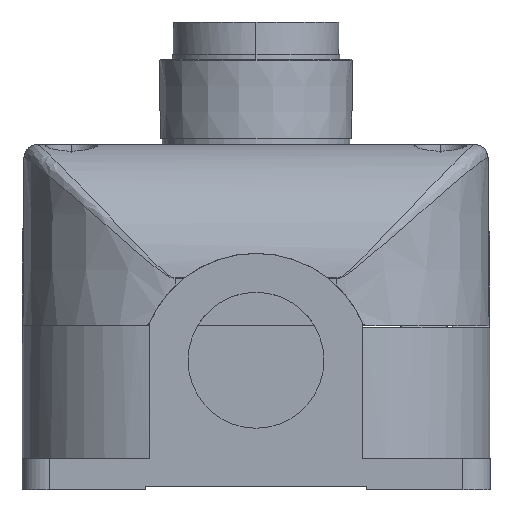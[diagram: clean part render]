
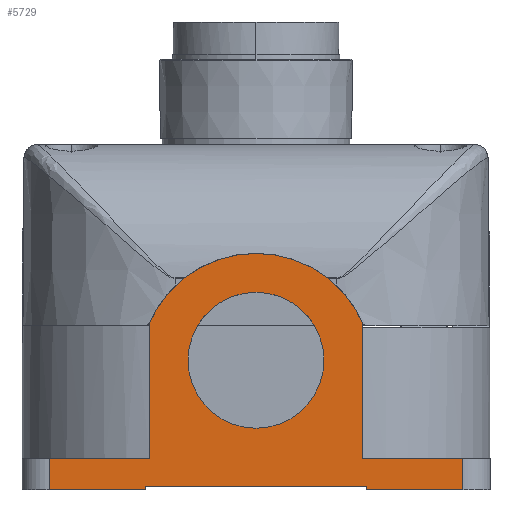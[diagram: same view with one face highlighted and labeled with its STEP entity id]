
A CAD part, left-side view. The second image highlights one B-rep face of the part: STEP entity #5729.
In plain terms, the highlighted planar face has unit normal (-1, 0, 0).
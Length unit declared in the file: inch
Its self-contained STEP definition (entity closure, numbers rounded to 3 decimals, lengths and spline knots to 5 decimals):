
#85 = ORIENTED_EDGE ( 'NONE', *, *, #19120, .F. ) ;
#130 = EDGE_CURVE ( 'NONE', #1492, #12469, #2212, .T. ) ;
#402 = CIRCLE ( 'NONE', #7809, 0.41339 ) ;
#492 = EDGE_LOOP ( 'NONE', ( #5805, #2560, #14463, #9368, #20592, #3897, #7778, #5799, #12270, #9870, #7586, #20554 ) ) ;
#721 = CARTESIAN_POINT ( 'NONE',  ( 0., -1.42312, 1.20079 ) ) ;
#838 = LINE ( 'NONE', #2512, #1775 ) ;
#970 = EDGE_CURVE ( 'NONE', #21516, #4387, #9712, .T. ) ;
#1041 = CARTESIAN_POINT ( 'NONE',  ( 0., -1.42312, 0.7874 ) ) ;
#1104 = CARTESIAN_POINT ( 'NONE',  ( 0., -0.16536, 0. ) ) ;
#1117 = DIRECTION ( 'NONE',  ( 0., 1., 0. ) ) ;
#1312 = DIRECTION ( 'NONE',  ( 0., 0., 1. ) ) ;
#1492 = VERTEX_POINT ( 'NONE', #1802 ) ;
#1775 = VECTOR ( 'NONE', #5944, 39.37008 ) ;
#1802 = CARTESIAN_POINT ( 'NONE',  ( 0., -2.0703, 1.01706 ) ) ;
#1860 = EDGE_CURVE ( 'NONE', #3757, #7996, #402, .T. ) ;
#2212 = LINE ( 'NONE', #8959, #4566 ) ;
#2396 = CARTESIAN_POINT ( 'NONE',  ( 0., -0.77594, 0.18898 ) ) ;
#2468 = VECTOR ( 'NONE', #17892, 39.37008 ) ;
#2512 = CARTESIAN_POINT ( 'NONE',  ( 0., -2.09241, 0.18898 ) ) ;
#2531 = VECTOR ( 'NONE', #16855, 39.37008 ) ;
#2560 = ORIENTED_EDGE ( 'NONE', *, *, #16656, .T. ) ;
#3304 = LINE ( 'NONE', #18772, #19821 ) ;
#3450 = DIRECTION ( 'NONE',  ( 0., 0., -1. ) ) ;
#3632 = DIRECTION ( 'NONE',  ( 0., 1., 0. ) ) ;
#3757 = VERTEX_POINT ( 'NONE', #6980 ) ;
#3847 = VERTEX_POINT ( 'NONE', #13850 ) ;
#3897 = ORIENTED_EDGE ( 'NONE', *, *, #9940, .F. ) ;
#4352 = LINE ( 'NONE', #21378, #18013 ) ;
#4387 = VERTEX_POINT ( 'NONE', #1104 ) ;
#4566 = VECTOR ( 'NONE', #15817, 39.37008 ) ;
#5516 = EDGE_CURVE ( 'NONE', #14263, #18406, #12519, .T. ) ;
#5729 = ADVANCED_FACE ( 'NONE', ( #7739, #14962 ), #16155, .T. ) ;
#5796 = CARTESIAN_POINT ( 'NONE',  ( 0., -2.68088, 0. ) ) ;
#5799 = ORIENTED_EDGE ( 'NONE', *, *, #5516, .F. ) ;
#5805 = ORIENTED_EDGE ( 'NONE', *, *, #11492, .F. ) ;
#5944 = DIRECTION ( 'NONE',  ( 0., 1., 0. ) ) ;
#6044 = DIRECTION ( 'NONE',  ( 0., 0., -1. ) ) ;
#6445 = CARTESIAN_POINT ( 'NONE',  ( 0., -2.09241, 0.18898 ) ) ;
#6725 = DIRECTION ( 'NONE',  ( 0., 0., -1. ) ) ;
#6980 = CARTESIAN_POINT ( 'NONE',  ( 0., -1.42312, 0.37402 ) ) ;
#6983 = CARTESIAN_POINT ( 'NONE',  ( 0., -0.77594, 1.01706 ) ) ;
#7110 = AXIS2_PLACEMENT_3D ( 'NONE', #11748, #18495, #20033 ) ;
#7275 = AXIS2_PLACEMENT_3D ( 'NONE', #6445, #11195, #16496 ) ;
#7573 = DIRECTION ( 'NONE',  ( -1., 0., 0. ) ) ;
#7586 = ORIENTED_EDGE ( 'NONE', *, *, #130, .F. ) ;
#7739 = FACE_BOUND ( 'NONE', #11375, .T. ) ;
#7778 = ORIENTED_EDGE ( 'NONE', *, *, #19624, .T. ) ;
#7809 = AXIS2_PLACEMENT_3D ( 'NONE', #1041, #7573, #6044 ) ;
#7996 = VERTEX_POINT ( 'NONE', #721 ) ;
#8115 = CARTESIAN_POINT ( 'NONE',  ( 0., -2.09241, 0.18898 ) ) ;
#8179 = CARTESIAN_POINT ( 'NONE',  ( 0., -0.77594, 1.01706 ) ) ;
#8435 = LINE ( 'NONE', #8115, #2531 ) ;
#8959 = CARTESIAN_POINT ( 'NONE',  ( 0., -2.0703, 0.18898 ) ) ;
#9368 = ORIENTED_EDGE ( 'NONE', *, *, #11055, .F. ) ;
#9580 = CIRCLE ( 'NONE', #7110, 0.41339 ) ;
#9604 = VERTEX_POINT ( 'NONE', #12754 ) ;
#9605 = LINE ( 'NONE', #12484, #2468 ) ;
#9712 = LINE ( 'NONE', #13369, #10292 ) ;
#9870 = ORIENTED_EDGE ( 'NONE', *, *, #17559, .T. ) ;
#9940 = EDGE_CURVE ( 'NONE', #3847, #14251, #13630, .T. ) ;
#10292 = VECTOR ( 'NONE', #6725, 39.37008 ) ;
#10508 = CARTESIAN_POINT ( 'NONE',  ( 0., -1.42312, 0.72835 ) ) ;
#10608 = AXIS2_PLACEMENT_3D ( 'NONE', #10508, #18704, #3450 ) ;
#10639 = CARTESIAN_POINT ( 'NONE',  ( 0., -2.0703, 0.18898 ) ) ;
#10855 = DIRECTION ( 'NONE',  ( 0., 1., 0. ) ) ;
#11055 = EDGE_CURVE ( 'NONE', #9604, #4387, #4352, .T. ) ;
#11195 = DIRECTION ( 'NONE',  ( -1., 0., 0. ) ) ;
#11375 = EDGE_LOOP ( 'NONE', ( #85, #17544 ) ) ;
#11492 = EDGE_CURVE ( 'NONE', #14678, #14703, #15273, .T. ) ;
#11748 = CARTESIAN_POINT ( 'NONE',  ( 0., -1.42312, 0.7874 ) ) ;
#11841 = EDGE_CURVE ( 'NONE', #13905, #14263, #9605, .T. ) ;
#12020 = VECTOR ( 'NONE', #17408, 39.37008 ) ;
#12270 = ORIENTED_EDGE ( 'NONE', *, *, #11841, .F. ) ;
#12322 = LINE ( 'NONE', #19072, #12020 ) ;
#12469 = VERTEX_POINT ( 'NONE', #10639 ) ;
#12484 = CARTESIAN_POINT ( 'NONE',  ( 0., -2.68088, 0.18898 ) ) ;
#12519 = LINE ( 'NONE', #15628, #16239 ) ;
#12754 = CARTESIAN_POINT ( 'NONE',  ( 0., -0.75383, 0. ) ) ;
#13369 = CARTESIAN_POINT ( 'NONE',  ( 0., -0.16536, 0.18898 ) ) ;
#13491 = CARTESIAN_POINT ( 'NONE',  ( 0., -2.09241, 0. ) ) ;
#13630 = LINE ( 'NONE', #18711, #18341 ) ;
#13764 = CARTESIAN_POINT ( 'NONE',  ( 0., -0.75383, 0.01969 ) ) ;
#13804 = VECTOR ( 'NONE', #1312, 39.37008 ) ;
#13850 = CARTESIAN_POINT ( 'NONE',  ( 0., -2.09241, 0.01969 ) ) ;
#13905 = VERTEX_POINT ( 'NONE', #21539 ) ;
#13964 = DIRECTION ( 'NONE',  ( 0., 1., 0. ) ) ;
#14251 = VERTEX_POINT ( 'NONE', #13764 ) ;
#14263 = VERTEX_POINT ( 'NONE', #5796 ) ;
#14463 = ORIENTED_EDGE ( 'NONE', *, *, #970, .T. ) ;
#14678 = VERTEX_POINT ( 'NONE', #2396 ) ;
#14703 = VERTEX_POINT ( 'NONE', #6983 ) ;
#14962 = FACE_OUTER_BOUND ( 'NONE', #492, .T. ) ;
#15273 = LINE ( 'NONE', #8179, #13804 ) ;
#15321 = EDGE_CURVE ( 'NONE', #14251, #9604, #12322, .T. ) ;
#15628 = CARTESIAN_POINT ( 'NONE',  ( 0., -2.68088, 0. ) ) ;
#15817 = DIRECTION ( 'NONE',  ( 0., 0., -1. ) ) ;
#16155 = PLANE ( 'NONE',  #7275 ) ;
#16210 = EDGE_CURVE ( 'NONE', #14703, #1492, #21223, .T. ) ;
#16239 = VECTOR ( 'NONE', #10855, 39.37008 ) ;
#16496 = DIRECTION ( 'NONE',  ( 0., 0., 1. ) ) ;
#16656 = EDGE_CURVE ( 'NONE', #14678, #21516, #3304, .T. ) ;
#16855 = DIRECTION ( 'NONE',  ( 0., 0., -1. ) ) ;
#17408 = DIRECTION ( 'NONE',  ( 0., 0., -1. ) ) ;
#17544 = ORIENTED_EDGE ( 'NONE', *, *, #1860, .F. ) ;
#17559 = EDGE_CURVE ( 'NONE', #13905, #12469, #838, .T. ) ;
#17892 = DIRECTION ( 'NONE',  ( 0., 0., -1. ) ) ;
#18013 = VECTOR ( 'NONE', #1117, 39.37008 ) ;
#18341 = VECTOR ( 'NONE', #13964, 39.37008 ) ;
#18406 = VERTEX_POINT ( 'NONE', #13491 ) ;
#18462 = CARTESIAN_POINT ( 'NONE',  ( 0., -0.16536, 0.18898 ) ) ;
#18495 = DIRECTION ( 'NONE',  ( -1., 0., 0. ) ) ;
#18704 = DIRECTION ( 'NONE',  ( 1., 0., 0. ) ) ;
#18711 = CARTESIAN_POINT ( 'NONE',  ( 0., -2.09241, 0.01969 ) ) ;
#18772 = CARTESIAN_POINT ( 'NONE',  ( 0., -2.09241, 0.18898 ) ) ;
#19072 = CARTESIAN_POINT ( 'NONE',  ( 0., -0.75383, 0.18898 ) ) ;
#19120 = EDGE_CURVE ( 'NONE', #7996, #3757, #9580, .T. ) ;
#19624 = EDGE_CURVE ( 'NONE', #3847, #18406, #8435, .T. ) ;
#19821 = VECTOR ( 'NONE', #3632, 39.37008 ) ;
#20033 = DIRECTION ( 'NONE',  ( 0., 0., -1. ) ) ;
#20554 = ORIENTED_EDGE ( 'NONE', *, *, #16210, .F. ) ;
#20592 = ORIENTED_EDGE ( 'NONE', *, *, #15321, .F. ) ;
#21223 = CIRCLE ( 'NONE', #10608, 0.70866 ) ;
#21378 = CARTESIAN_POINT ( 'NONE',  ( 0., -0.75383, 0. ) ) ;
#21516 = VERTEX_POINT ( 'NONE', #18462 ) ;
#21539 = CARTESIAN_POINT ( 'NONE',  ( 0., -2.68088, 0.18898 ) ) ;
